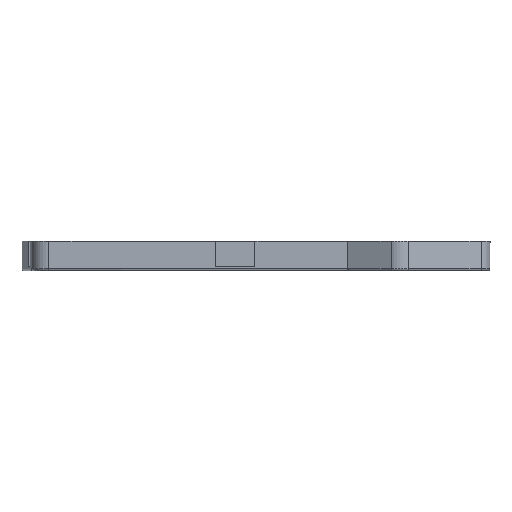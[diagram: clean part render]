
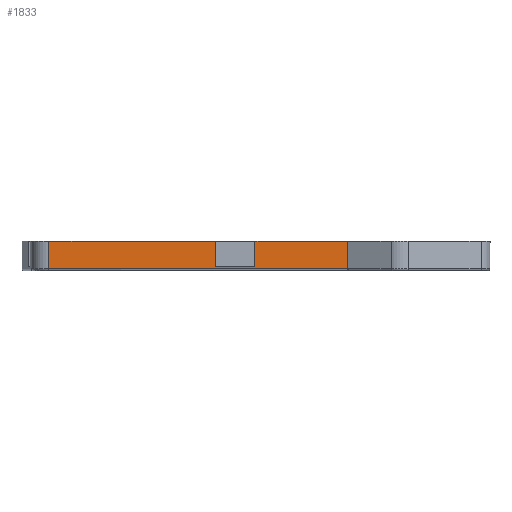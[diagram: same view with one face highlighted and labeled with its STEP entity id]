
A CAD part, left-side view. The second image highlights one B-rep face of the part: STEP entity #1833.
In plain terms, the highlighted planar face has unit normal (-1, 0, 0).
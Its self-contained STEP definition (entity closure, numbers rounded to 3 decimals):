
#144 = PLANE('',#145);
#145 = AXIS2_PLACEMENT_3D('',#146,#147,#148);
#146 = CARTESIAN_POINT('',(151.902,-86.891,6.5));
#147 = DIRECTION('',(0.,0.,1.));
#148 = DIRECTION('',(1.,0.,0.));
#1030 = VERTEX_POINT('',#1031);
#1031 = CARTESIAN_POINT('',(84.775,-90.65,6.5));
#1045 = PLANE('',#1046);
#1046 = AXIS2_PLACEMENT_3D('',#1047,#1048,#1049);
#1047 = CARTESIAN_POINT('',(88.55,-90.65,6.5));
#1048 = DIRECTION('',(0.,1.,0.));
#1049 = DIRECTION('',(-1.,0.,0.));
#1057 = EDGE_CURVE('',#1030,#1058,#1060,.T.);
#1058 = VERTEX_POINT('',#1059);
#1059 = CARTESIAN_POINT('',(84.775,-114.256,6.5));
#1060 = SURFACE_CURVE('',#1061,(#1065,#1072),.PCURVE_S1.);
#1061 = LINE('',#1062,#1063);
#1062 = CARTESIAN_POINT('',(84.774,-34.004,6.5));
#1063 = VECTOR('',#1064,1.);
#1064 = DIRECTION('',(0.,-1.,0.));
#1065 = PCURVE('',#144,#1066);
#1066 = DEFINITIONAL_REPRESENTATION('',(#1067),#1071);
#1067 = LINE('',#1068,#1069);
#1068 = CARTESIAN_POINT('',(-67.128,52.887));
#1069 = VECTOR('',#1070,1.);
#1070 = DIRECTION('',(0.,-1.));
#1071 = ( GEOMETRIC_REPRESENTATION_CONTEXT(2) 
PARAMETRIC_REPRESENTATION_CONTEXT() REPRESENTATION_CONTEXT('2D SPACE',''
  ) );
#1072 = PCURVE('',#1073,#1078);
#1073 = PLANE('',#1074);
#1074 = AXIS2_PLACEMENT_3D('',#1075,#1076,#1077);
#1075 = CARTESIAN_POINT('',(84.774,-34.004,6.5));
#1076 = DIRECTION('',(-1.,0.,-0.));
#1077 = DIRECTION('',(0.,-1.,0.));
#1078 = DEFINITIONAL_REPRESENTATION('',(#1079),#1083);
#1079 = LINE('',#1080,#1081);
#1080 = CARTESIAN_POINT('',(0.,0.));
#1081 = VECTOR('',#1082,1.);
#1082 = DIRECTION('',(1.,0.));
#1083 = ( GEOMETRIC_REPRESENTATION_CONTEXT(2) 
PARAMETRIC_REPRESENTATION_CONTEXT() REPRESENTATION_CONTEXT('2D SPACE',''
  ) );
#1101 = PLANE('',#1102);
#1102 = AXIS2_PLACEMENT_3D('',#1103,#1104,#1105);
#1103 = CARTESIAN_POINT('',(84.775,-114.256,6.5));
#1104 = DIRECTION('',(-0.88,0.475,0.));
#1105 = DIRECTION('',(-0.475,-0.88,0.));
#1615 = CYLINDRICAL_SURFACE('',#1616,0.5);
#1616 = AXIS2_PLACEMENT_3D('',#1617,#1618,#1619);
#1617 = CARTESIAN_POINT('',(85.274,-38.332,-0.5));
#1618 = DIRECTION('',(0.,-1.,0.));
#1619 = DIRECTION('',(-1.,0.,0.));
#1790 = EDGE_CURVE('',#1058,#1791,#1793,.T.);
#1791 = VERTEX_POINT('',#1792);
#1792 = CARTESIAN_POINT('',(84.775,-114.256,-0.5));
#1793 = SURFACE_CURVE('',#1794,(#1798,#1805),.PCURVE_S1.);
#1794 = LINE('',#1795,#1796);
#1795 = CARTESIAN_POINT('',(84.775,-114.256,6.5));
#1796 = VECTOR('',#1797,1.);
#1797 = DIRECTION('',(0.,0.,-1.));
#1798 = PCURVE('',#1101,#1799);
#1799 = DEFINITIONAL_REPRESENTATION('',(#1800),#1804);
#1800 = LINE('',#1801,#1802);
#1801 = CARTESIAN_POINT('',(0.,0.));
#1802 = VECTOR('',#1803,1.);
#1803 = DIRECTION('',(-0.,-1.));
#1804 = ( GEOMETRIC_REPRESENTATION_CONTEXT(2) 
PARAMETRIC_REPRESENTATION_CONTEXT() REPRESENTATION_CONTEXT('2D SPACE',''
  ) );
#1805 = PCURVE('',#1073,#1806);
#1806 = DEFINITIONAL_REPRESENTATION('',(#1807),#1811);
#1807 = LINE('',#1808,#1809);
#1808 = CARTESIAN_POINT('',(80.252,0.));
#1809 = VECTOR('',#1810,1.);
#1810 = DIRECTION('',(0.,-1.));
#1811 = ( GEOMETRIC_REPRESENTATION_CONTEXT(2) 
PARAMETRIC_REPRESENTATION_CONTEXT() REPRESENTATION_CONTEXT('2D SPACE',''
  ) );
#1833 = ADVANCED_FACE('',(#1834),#1073,.T.);
#1834 = FACE_BOUND('',#1835,.T.);
#1835 = EDGE_LOOP('',(#1836,#1866,#1887,#1888,#1889,#1912,#1940,#1968));
#1836 = ORIENTED_EDGE('',*,*,#1837,.T.);
#1837 = EDGE_CURVE('',#1838,#1840,#1842,.T.);
#1838 = VERTEX_POINT('',#1839);
#1839 = CARTESIAN_POINT('',(84.774,-38.332,6.5));
#1840 = VERTEX_POINT('',#1841);
#1841 = CARTESIAN_POINT('',(84.774,-38.332,-0.5));
#1842 = SURFACE_CURVE('',#1843,(#1847,#1854),.PCURVE_S1.);
#1843 = LINE('',#1844,#1845);
#1844 = CARTESIAN_POINT('',(84.774,-38.332,6.5));
#1845 = VECTOR('',#1846,1.);
#1846 = DIRECTION('',(0.,0.,-1.));
#1847 = PCURVE('',#1073,#1848);
#1848 = DEFINITIONAL_REPRESENTATION('',(#1849),#1853);
#1849 = LINE('',#1850,#1851);
#1850 = CARTESIAN_POINT('',(4.328,0.));
#1851 = VECTOR('',#1852,1.);
#1852 = DIRECTION('',(0.,-1.));
#1853 = ( GEOMETRIC_REPRESENTATION_CONTEXT(2) 
PARAMETRIC_REPRESENTATION_CONTEXT() REPRESENTATION_CONTEXT('2D SPACE',''
  ) );
#1854 = PCURVE('',#1855,#1860);
#1855 = CYLINDRICAL_SURFACE('',#1856,4.5);
#1856 = AXIS2_PLACEMENT_3D('',#1857,#1858,#1859);
#1857 = CARTESIAN_POINT('',(89.274,-38.332,6.5));
#1858 = DIRECTION('',(0.,0.,-1.));
#1859 = DIRECTION('',(-0.039,0.999,0.));
#1860 = DEFINITIONAL_REPRESENTATION('',(#1861),#1865);
#1861 = LINE('',#1862,#1863);
#1862 = CARTESIAN_POINT('',(-1.532,0.));
#1863 = VECTOR('',#1864,1.);
#1864 = DIRECTION('',(-0.,1.));
#1865 = ( GEOMETRIC_REPRESENTATION_CONTEXT(2) 
PARAMETRIC_REPRESENTATION_CONTEXT() REPRESENTATION_CONTEXT('2D SPACE',''
  ) );
#1866 = ORIENTED_EDGE('',*,*,#1867,.T.);
#1867 = EDGE_CURVE('',#1840,#1791,#1868,.T.);
#1868 = SURFACE_CURVE('',#1869,(#1873,#1880),.PCURVE_S1.);
#1869 = LINE('',#1870,#1871);
#1870 = CARTESIAN_POINT('',(84.774,-38.332,-0.5));
#1871 = VECTOR('',#1872,1.);
#1872 = DIRECTION('',(0.,-1.,0.));
#1873 = PCURVE('',#1073,#1874);
#1874 = DEFINITIONAL_REPRESENTATION('',(#1875),#1879);
#1875 = LINE('',#1876,#1877);
#1876 = CARTESIAN_POINT('',(4.328,-7.));
#1877 = VECTOR('',#1878,1.);
#1878 = DIRECTION('',(1.,0.));
#1879 = ( GEOMETRIC_REPRESENTATION_CONTEXT(2) 
PARAMETRIC_REPRESENTATION_CONTEXT() REPRESENTATION_CONTEXT('2D SPACE',''
  ) );
#1880 = PCURVE('',#1615,#1881);
#1881 = DEFINITIONAL_REPRESENTATION('',(#1882),#1886);
#1882 = LINE('',#1883,#1884);
#1883 = CARTESIAN_POINT('',(0.,0.));
#1884 = VECTOR('',#1885,1.);
#1885 = DIRECTION('',(0.,1.));
#1886 = ( GEOMETRIC_REPRESENTATION_CONTEXT(2) 
PARAMETRIC_REPRESENTATION_CONTEXT() REPRESENTATION_CONTEXT('2D SPACE',''
  ) );
#1887 = ORIENTED_EDGE('',*,*,#1790,.F.);
#1888 = ORIENTED_EDGE('',*,*,#1057,.F.);
#1889 = ORIENTED_EDGE('',*,*,#1890,.T.);
#1890 = EDGE_CURVE('',#1030,#1891,#1893,.T.);
#1891 = VERTEX_POINT('',#1892);
#1892 = CARTESIAN_POINT('',(84.775,-90.65,0.01));
#1893 = SURFACE_CURVE('',#1894,(#1898,#1905),.PCURVE_S1.);
#1894 = LINE('',#1895,#1896);
#1895 = CARTESIAN_POINT('',(84.775,-90.65,6.5));
#1896 = VECTOR('',#1897,1.);
#1897 = DIRECTION('',(0.,0.,-1.));
#1898 = PCURVE('',#1073,#1899);
#1899 = DEFINITIONAL_REPRESENTATION('',(#1900),#1904);
#1900 = LINE('',#1901,#1902);
#1901 = CARTESIAN_POINT('',(56.646,0.));
#1902 = VECTOR('',#1903,1.);
#1903 = DIRECTION('',(0.,-1.));
#1904 = ( GEOMETRIC_REPRESENTATION_CONTEXT(2) 
PARAMETRIC_REPRESENTATION_CONTEXT() REPRESENTATION_CONTEXT('2D SPACE',''
  ) );
#1905 = PCURVE('',#1045,#1906);
#1906 = DEFINITIONAL_REPRESENTATION('',(#1907),#1911);
#1907 = LINE('',#1908,#1909);
#1908 = CARTESIAN_POINT('',(3.775,0.));
#1909 = VECTOR('',#1910,1.);
#1910 = DIRECTION('',(0.,-1.));
#1911 = ( GEOMETRIC_REPRESENTATION_CONTEXT(2) 
PARAMETRIC_REPRESENTATION_CONTEXT() REPRESENTATION_CONTEXT('2D SPACE',''
  ) );
#1912 = ORIENTED_EDGE('',*,*,#1913,.T.);
#1913 = EDGE_CURVE('',#1891,#1914,#1916,.T.);
#1914 = VERTEX_POINT('',#1915);
#1915 = CARTESIAN_POINT('',(84.775,-80.65,0.01));
#1916 = SURFACE_CURVE('',#1917,(#1921,#1928),.PCURVE_S1.);
#1917 = LINE('',#1918,#1919);
#1918 = CARTESIAN_POINT('',(84.774,-45.578,0.01));
#1919 = VECTOR('',#1920,1.);
#1920 = DIRECTION('',(0.,1.,0.));
#1921 = PCURVE('',#1073,#1922);
#1922 = DEFINITIONAL_REPRESENTATION('',(#1923),#1927);
#1923 = LINE('',#1924,#1925);
#1924 = CARTESIAN_POINT('',(11.574,-6.49));
#1925 = VECTOR('',#1926,1.);
#1926 = DIRECTION('',(-1.,0.));
#1927 = ( GEOMETRIC_REPRESENTATION_CONTEXT(2) 
PARAMETRIC_REPRESENTATION_CONTEXT() REPRESENTATION_CONTEXT('2D SPACE',''
  ) );
#1928 = PCURVE('',#1929,#1934);
#1929 = PLANE('',#1930);
#1930 = AXIS2_PLACEMENT_3D('',#1931,#1932,#1933);
#1931 = CARTESIAN_POINT('',(94.552,-57.152,0.01));
#1932 = DIRECTION('',(0.,0.,1.));
#1933 = DIRECTION('',(1.,0.,0.));
#1934 = DEFINITIONAL_REPRESENTATION('',(#1935),#1939);
#1935 = LINE('',#1936,#1937);
#1936 = CARTESIAN_POINT('',(-9.778,11.574));
#1937 = VECTOR('',#1938,1.);
#1938 = DIRECTION('',(0.,1.));
#1939 = ( GEOMETRIC_REPRESENTATION_CONTEXT(2) 
PARAMETRIC_REPRESENTATION_CONTEXT() REPRESENTATION_CONTEXT('2D SPACE',''
  ) );
#1940 = ORIENTED_EDGE('',*,*,#1941,.T.);
#1941 = EDGE_CURVE('',#1914,#1942,#1944,.T.);
#1942 = VERTEX_POINT('',#1943);
#1943 = CARTESIAN_POINT('',(84.775,-80.65,6.5));
#1944 = SURFACE_CURVE('',#1945,(#1949,#1956),.PCURVE_S1.);
#1945 = LINE('',#1946,#1947);
#1946 = CARTESIAN_POINT('',(84.775,-80.65,6.5));
#1947 = VECTOR('',#1948,1.);
#1948 = DIRECTION('',(0.,0.,1.));
#1949 = PCURVE('',#1073,#1950);
#1950 = DEFINITIONAL_REPRESENTATION('',(#1951),#1955);
#1951 = LINE('',#1952,#1953);
#1952 = CARTESIAN_POINT('',(46.646,0.));
#1953 = VECTOR('',#1954,1.);
#1954 = DIRECTION('',(0.,1.));
#1955 = ( GEOMETRIC_REPRESENTATION_CONTEXT(2) 
PARAMETRIC_REPRESENTATION_CONTEXT() REPRESENTATION_CONTEXT('2D SPACE',''
  ) );
#1956 = PCURVE('',#1957,#1962);
#1957 = PLANE('',#1958);
#1958 = AXIS2_PLACEMENT_3D('',#1959,#1960,#1961);
#1959 = CARTESIAN_POINT('',(82.55,-80.65,6.5));
#1960 = DIRECTION('',(0.,-1.,0.));
#1961 = DIRECTION('',(1.,0.,0.));
#1962 = DEFINITIONAL_REPRESENTATION('',(#1963),#1967);
#1963 = LINE('',#1964,#1965);
#1964 = CARTESIAN_POINT('',(2.225,0.));
#1965 = VECTOR('',#1966,1.);
#1966 = DIRECTION('',(0.,1.));
#1967 = ( GEOMETRIC_REPRESENTATION_CONTEXT(2) 
PARAMETRIC_REPRESENTATION_CONTEXT() REPRESENTATION_CONTEXT('2D SPACE',''
  ) );
#1968 = ORIENTED_EDGE('',*,*,#1969,.F.);
#1969 = EDGE_CURVE('',#1838,#1942,#1970,.T.);
#1970 = SURFACE_CURVE('',#1971,(#1975,#1982),.PCURVE_S1.);
#1971 = LINE('',#1972,#1973);
#1972 = CARTESIAN_POINT('',(84.774,-34.004,6.5));
#1973 = VECTOR('',#1974,1.);
#1974 = DIRECTION('',(0.,-1.,0.));
#1975 = PCURVE('',#1073,#1976);
#1976 = DEFINITIONAL_REPRESENTATION('',(#1977),#1981);
#1977 = LINE('',#1978,#1979);
#1978 = CARTESIAN_POINT('',(0.,0.));
#1979 = VECTOR('',#1980,1.);
#1980 = DIRECTION('',(1.,0.));
#1981 = ( GEOMETRIC_REPRESENTATION_CONTEXT(2) 
PARAMETRIC_REPRESENTATION_CONTEXT() REPRESENTATION_CONTEXT('2D SPACE',''
  ) );
#1982 = PCURVE('',#1983,#1988);
#1983 = PLANE('',#1984);
#1984 = AXIS2_PLACEMENT_3D('',#1985,#1986,#1987);
#1985 = CARTESIAN_POINT('',(151.902,-86.891,6.5));
#1986 = DIRECTION('',(0.,0.,1.));
#1987 = DIRECTION('',(1.,0.,0.));
#1988 = DEFINITIONAL_REPRESENTATION('',(#1989),#1993);
#1989 = LINE('',#1990,#1991);
#1990 = CARTESIAN_POINT('',(-67.128,52.887));
#1991 = VECTOR('',#1992,1.);
#1992 = DIRECTION('',(0.,-1.));
#1993 = ( GEOMETRIC_REPRESENTATION_CONTEXT(2) 
PARAMETRIC_REPRESENTATION_CONTEXT() REPRESENTATION_CONTEXT('2D SPACE',''
  ) );
